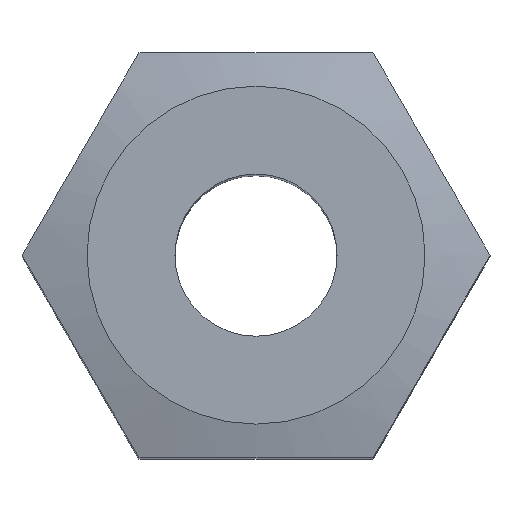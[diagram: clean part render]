
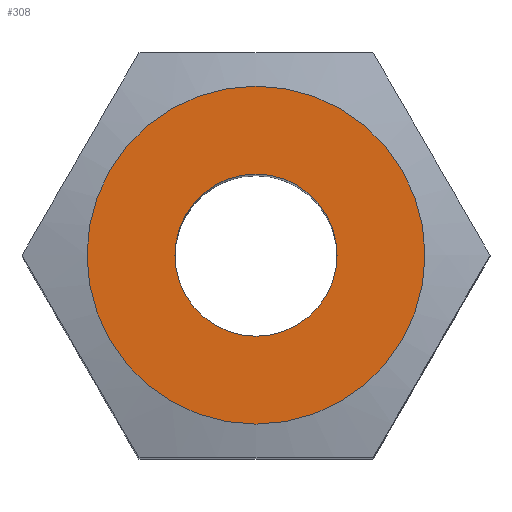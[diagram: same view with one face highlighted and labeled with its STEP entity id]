
A CAD part, top view. The second image highlights one B-rep face of the part: STEP entity #308.
In plain terms, the highlighted planar face has unit normal (0, 0, 1).
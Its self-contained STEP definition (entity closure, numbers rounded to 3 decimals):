
#170 = VERTEX_POINT('',#171);
#171 = CARTESIAN_POINT('',(2.085,0.,12.));
#178 = EDGE_CURVE('',#170,#170,#179,.T.);
#179 = CIRCLE('',#180,2.085);
#180 = AXIS2_PLACEMENT_3D('',#181,#182,#183);
#181 = CARTESIAN_POINT('',(0.,0.,12.));
#182 = DIRECTION('',(-0.,0.,1.));
#183 = DIRECTION('',(1.,0.,0.));
#308 = ADVANCED_FACE('',(#309,#312),#323,.T.);
#309 = FACE_BOUND('',#310,.T.);
#310 = EDGE_LOOP('',(#311));
#311 = ORIENTED_EDGE('',*,*,#178,.T.);
#312 = FACE_BOUND('',#313,.T.);
#313 = EDGE_LOOP('',(#314));
#314 = ORIENTED_EDGE('',*,*,#315,.F.);
#315 = EDGE_CURVE('',#316,#316,#318,.T.);
#316 = VERTEX_POINT('',#317);
#317 = CARTESIAN_POINT('',(1.,0.,12.));
#318 = CIRCLE('',#319,1.);
#319 = AXIS2_PLACEMENT_3D('',#320,#321,#322);
#320 = CARTESIAN_POINT('',(0.,0.,12.));
#321 = DIRECTION('',(0.,0.,1.));
#322 = DIRECTION('',(1.,0.,0.));
#323 = PLANE('',#324);
#324 = AXIS2_PLACEMENT_3D('',#325,#326,#327);
#325 = CARTESIAN_POINT('',(0.,0.,12.));
#326 = DIRECTION('',(0.,0.,1.));
#327 = DIRECTION('',(1.,0.,0.));
